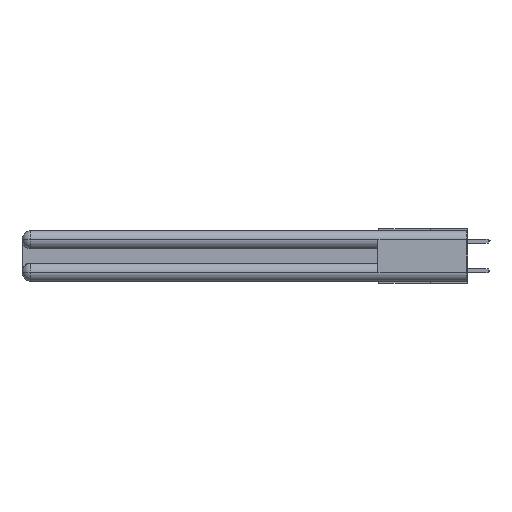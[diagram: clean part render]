
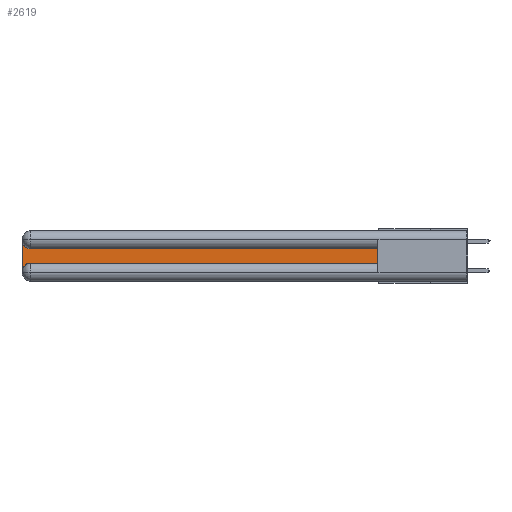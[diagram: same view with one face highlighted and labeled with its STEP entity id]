
A CAD part, left-side view. The second image highlights one B-rep face of the part: STEP entity #2619.
In plain terms, the highlighted planar face has unit normal (-1, 0, 0).
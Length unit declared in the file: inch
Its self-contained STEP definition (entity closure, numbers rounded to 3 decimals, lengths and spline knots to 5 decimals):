
#1085 = LINE ( 'NONE', #20765, #25598 ) ;
#1147 = DIRECTION ( 'NONE',  ( 0., 0., -1. ) ) ;
#1746 = VECTOR ( 'NONE', #30193, 39.37008 ) ;
#1884 = AXIS2_PLACEMENT_3D ( 'NONE', #11028, #29578, #1147 ) ;
#2315 = EDGE_CURVE ( 'NONE', #12254, #30123, #12869, .T. ) ;
#2390 = EDGE_CURVE ( 'NONE', #30424, #12254, #2822, .T. ) ;
#2619 = ADVANCED_FACE ( 'NONE', ( #23977 ), #20013, .F. ) ;
#2822 = CIRCLE ( 'NONE', #1884, 0.06 ) ;
#3500 = DIRECTION ( 'NONE',  ( 0., 0., -1. ) ) ;
#3536 = DIRECTION ( 'NONE',  ( 1., 0., 0. ) ) ;
#3778 = DIRECTION ( 'NONE',  ( 0., 1., 0. ) ) ;
#4063 = EDGE_CURVE ( 'NONE', #12336, #30424, #11644, .T. ) ;
#6113 = CARTESIAN_POINT ( 'NONE',  ( 0.075, 3., -0.2775 ) ) ;
#6318 = CARTESIAN_POINT ( 'NONE',  ( 0.075, 2.94, -0.2775 ) ) ;
#6594 = DIRECTION ( 'NONE',  ( 0., -1., 0. ) ) ;
#6807 = AXIS2_PLACEMENT_3D ( 'NONE', #6318, #10669, #3500 ) ;
#7956 = ORIENTED_EDGE ( 'NONE', *, *, #11850, .T. ) ;
#7978 = CARTESIAN_POINT ( 'NONE',  ( 0.075, 0.6, -0.2175 ) ) ;
#8297 = DIRECTION ( 'NONE',  ( 0., 0., -1. ) ) ;
#8471 = ORIENTED_EDGE ( 'NONE', *, *, #2315, .T. ) ;
#9126 = ORIENTED_EDGE ( 'NONE', *, *, #4063, .T. ) ;
#9936 = VECTOR ( 'NONE', #17437, 39.37008 ) ;
#10573 = EDGE_CURVE ( 'NONE', #30123, #13759, #16799, .T. ) ;
#10669 = DIRECTION ( 'NONE',  ( 1., 0., 0. ) ) ;
#10754 = ORIENTED_EDGE ( 'NONE', *, *, #2390, .T. ) ;
#11028 = CARTESIAN_POINT ( 'NONE',  ( 0.075, 2.94, -0.0625 ) ) ;
#11186 = ORIENTED_EDGE ( 'NONE', *, *, #10573, .T. ) ;
#11644 = LINE ( 'NONE', #15520, #29814 ) ;
#11850 = EDGE_CURVE ( 'NONE', #13759, #21611, #1085, .T. ) ;
#12254 = VERTEX_POINT ( 'NONE', #29168 ) ;
#12336 = VERTEX_POINT ( 'NONE', #15116 ) ;
#12869 = LINE ( 'NONE', #15814, #1746 ) ;
#13759 = VERTEX_POINT ( 'NONE', #28800 ) ;
#14590 = CARTESIAN_POINT ( 'NONE',  ( 0.075, 2.94, -0.1225 ) ) ;
#15116 = CARTESIAN_POINT ( 'NONE',  ( 0.075, 0.6, -0.1225 ) ) ;
#15520 = CARTESIAN_POINT ( 'NONE',  ( 0.075, 0.6, -0.1225 ) ) ;
#15814 = CARTESIAN_POINT ( 'NONE',  ( 0.075, 3., -0.2175 ) ) ;
#16799 = CIRCLE ( 'NONE', #6807, 0.06 ) ;
#17437 = DIRECTION ( 'NONE',  ( 0., 0., 1. ) ) ;
#17618 = ORIENTED_EDGE ( 'NONE', *, *, #25348, .T. ) ;
#17801 = AXIS2_PLACEMENT_3D ( 'NONE', #20227, #3536, #8297 ) ;
#19185 = LINE ( 'NONE', #7978, #9936 ) ;
#20013 = PLANE ( 'NONE',  #17801 ) ;
#20227 = CARTESIAN_POINT ( 'NONE',  ( 0.075, 3., -0.1225 ) ) ;
#20765 = CARTESIAN_POINT ( 'NONE',  ( 0.075, 0.6, -0.2175 ) ) ;
#21611 = VERTEX_POINT ( 'NONE', #23698 ) ;
#23698 = CARTESIAN_POINT ( 'NONE',  ( 0.075, 0.6, -0.2175 ) ) ;
#23977 = FACE_OUTER_BOUND ( 'NONE', #28416, .T. ) ;
#25348 = EDGE_CURVE ( 'NONE', #21611, #12336, #19185, .T. ) ;
#25598 = VECTOR ( 'NONE', #6594, 39.37008 ) ;
#28416 = EDGE_LOOP ( 'NONE', ( #9126, #10754, #8471, #11186, #7956, #17618 ) ) ;
#28800 = CARTESIAN_POINT ( 'NONE',  ( 0.075, 2.94, -0.2175 ) ) ;
#29168 = CARTESIAN_POINT ( 'NONE',  ( 0.075, 3., -0.0625 ) ) ;
#29578 = DIRECTION ( 'NONE',  ( 1., 0., 0. ) ) ;
#29814 = VECTOR ( 'NONE', #3778, 39.37008 ) ;
#30123 = VERTEX_POINT ( 'NONE', #6113 ) ;
#30193 = DIRECTION ( 'NONE',  ( 0., 0., -1. ) ) ;
#30424 = VERTEX_POINT ( 'NONE', #14590 ) ;
